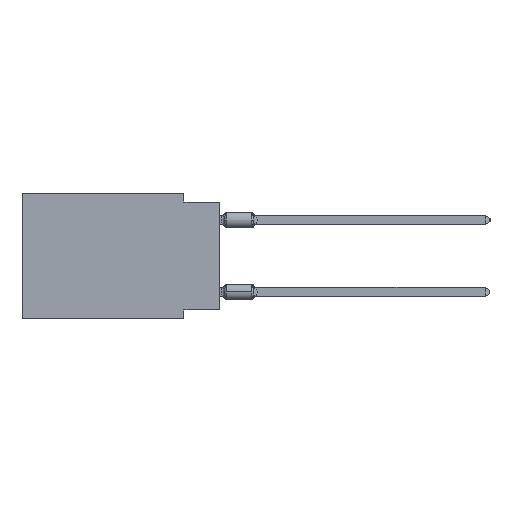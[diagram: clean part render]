
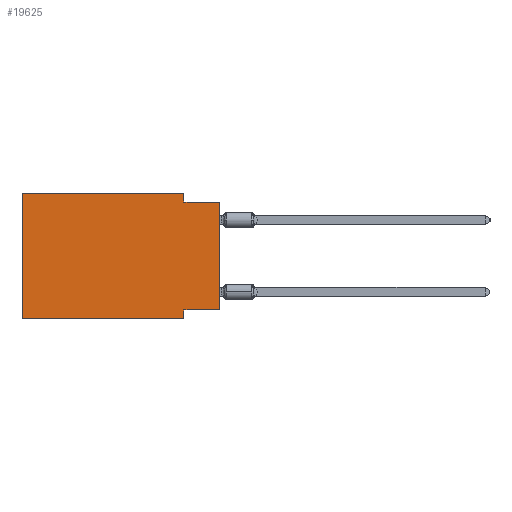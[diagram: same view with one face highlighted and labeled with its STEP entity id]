
A CAD part, left-side view. The second image highlights one B-rep face of the part: STEP entity #19625.
In plain terms, the highlighted planar face has unit normal (-1, 0, 0).
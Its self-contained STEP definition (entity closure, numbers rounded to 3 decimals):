
#987 = CARTESIAN_POINT ( 'NONE',  ( 0., 13.97, 0. ) ) ;
#1254 = CARTESIAN_POINT ( 'NONE',  ( 0., 2.54, 0. ) ) ;
#1810 = DIRECTION ( 'NONE',  ( 0., -1., 0. ) ) ;
#1992 = LINE ( 'NONE', #32716, #6236 ) ;
#2063 = CARTESIAN_POINT ( 'NONE',  ( 0., 2.54, 0. ) ) ;
#2113 = VERTEX_POINT ( 'NONE', #1254 ) ;
#4410 = DIRECTION ( 'NONE',  ( 0., -1., 0. ) ) ;
#4607 = DIRECTION ( 'NONE',  ( 0., 0., -1. ) ) ;
#4788 = LINE ( 'NONE', #25339, #18666 ) ;
#5265 = CARTESIAN_POINT ( 'NONE',  ( 0., 2.54, -8.255 ) ) ;
#5284 = VERTEX_POINT ( 'NONE', #33507 ) ;
#5973 = VECTOR ( 'NONE', #21841, 1000. ) ;
#6236 = VECTOR ( 'NONE', #12023, 1000. ) ;
#8838 = CARTESIAN_POINT ( 'NONE',  ( 0., 13.97, -8.89 ) ) ;
#9157 = VERTEX_POINT ( 'NONE', #33309 ) ;
#9298 = ORIENTED_EDGE ( 'NONE', *, *, #25502, .F. ) ;
#9434 = CARTESIAN_POINT ( 'NONE',  ( 0., 0., 0. ) ) ;
#9488 = VECTOR ( 'NONE', #1810, 1000. ) ;
#9621 = VERTEX_POINT ( 'NONE', #5265 ) ;
#9757 = CARTESIAN_POINT ( 'NONE',  ( 0., 13.97, 0. ) ) ;
#11165 = ORIENTED_EDGE ( 'NONE', *, *, #26341, .T. ) ;
#11180 = FACE_OUTER_BOUND ( 'NONE', #18954, .T. ) ;
#12023 = DIRECTION ( 'NONE',  ( 0., -1., 0. ) ) ;
#12057 = VERTEX_POINT ( 'NONE', #27853 ) ;
#13464 = ORIENTED_EDGE ( 'NONE', *, *, #16980, .F. ) ;
#13943 = CARTESIAN_POINT ( 'NONE',  ( 0., 0., -0.635 ) ) ;
#14071 = PLANE ( 'NONE',  #29717 ) ;
#14362 = LINE ( 'NONE', #9434, #5973 ) ;
#15081 = VECTOR ( 'NONE', #32832, 1000. ) ;
#16377 = LINE ( 'NONE', #21459, #17296 ) ;
#16980 = EDGE_CURVE ( 'NONE', #29541, #9621, #30493, .T. ) ;
#17296 = VECTOR ( 'NONE', #4410, 1000. ) ;
#17417 = EDGE_CURVE ( 'NONE', #19148, #5284, #22672, .T. ) ;
#17814 = EDGE_CURVE ( 'NONE', #2113, #9157, #30582, .T. ) ;
#17981 = ORIENTED_EDGE ( 'NONE', *, *, #20126, .F. ) ;
#18032 = VERTEX_POINT ( 'NONE', #13943 ) ;
#18666 = VECTOR ( 'NONE', #27707, 1000. ) ;
#18954 = EDGE_LOOP ( 'NONE', ( #27990, #17981, #26241, #28804, #23548, #11165, #9298, #13464 ) ) ;
#19148 = VERTEX_POINT ( 'NONE', #8838 ) ;
#19326 = DIRECTION ( 'NONE',  ( 0., 0., -1. ) ) ;
#19385 = VECTOR ( 'NONE', #30333, 1000. ) ;
#19625 = ADVANCED_FACE ( 'NONE', ( #11180 ), #14071, .F. ) ;
#20126 = EDGE_CURVE ( 'NONE', #9157, #18032, #16377, .T. ) ;
#21459 = CARTESIAN_POINT ( 'NONE',  ( 0., 0., -0.635 ) ) ;
#21841 = DIRECTION ( 'NONE',  ( 0., 0., 1. ) ) ;
#22124 = EDGE_CURVE ( 'NONE', #29541, #18032, #14362, .T. ) ;
#22672 = LINE ( 'NONE', #9757, #15081 ) ;
#22695 = VECTOR ( 'NONE', #4607, 1000. ) ;
#22873 = CARTESIAN_POINT ( 'NONE',  ( 0., 0., -8.255 ) ) ;
#23548 = ORIENTED_EDGE ( 'NONE', *, *, #17417, .F. ) ;
#25259 = LINE ( 'NONE', #27279, #9488 ) ;
#25339 = CARTESIAN_POINT ( 'NONE',  ( 0., 2.54, -8.89 ) ) ;
#25502 = EDGE_CURVE ( 'NONE', #9621, #12057, #4788, .T. ) ;
#25730 = CARTESIAN_POINT ( 'NONE',  ( 0., 0., -8.255 ) ) ;
#26241 = ORIENTED_EDGE ( 'NONE', *, *, #17814, .F. ) ;
#26341 = EDGE_CURVE ( 'NONE', #19148, #12057, #25259, .T. ) ;
#26473 = DIRECTION ( 'NONE',  ( 1., 0., 0. ) ) ;
#27279 = CARTESIAN_POINT ( 'NONE',  ( 0., 13.97, -8.89 ) ) ;
#27598 = EDGE_CURVE ( 'NONE', #5284, #2113, #1992, .T. ) ;
#27707 = DIRECTION ( 'NONE',  ( 0., 0., -1. ) ) ;
#27853 = CARTESIAN_POINT ( 'NONE',  ( 0., 2.54, -8.89 ) ) ;
#27990 = ORIENTED_EDGE ( 'NONE', *, *, #22124, .T. ) ;
#28804 = ORIENTED_EDGE ( 'NONE', *, *, #27598, .F. ) ;
#29541 = VERTEX_POINT ( 'NONE', #25730 ) ;
#29717 = AXIS2_PLACEMENT_3D ( 'NONE', #987, #26473, #19326 ) ;
#30333 = DIRECTION ( 'NONE',  ( 0., 1., 0. ) ) ;
#30493 = LINE ( 'NONE', #22873, #19385 ) ;
#30582 = LINE ( 'NONE', #2063, #22695 ) ;
#32716 = CARTESIAN_POINT ( 'NONE',  ( 0., 13.97, 0. ) ) ;
#32832 = DIRECTION ( 'NONE',  ( 0., 0., 1. ) ) ;
#33309 = CARTESIAN_POINT ( 'NONE',  ( 0., 2.54, -0.635 ) ) ;
#33507 = CARTESIAN_POINT ( 'NONE',  ( 0., 13.97, 0. ) ) ;
